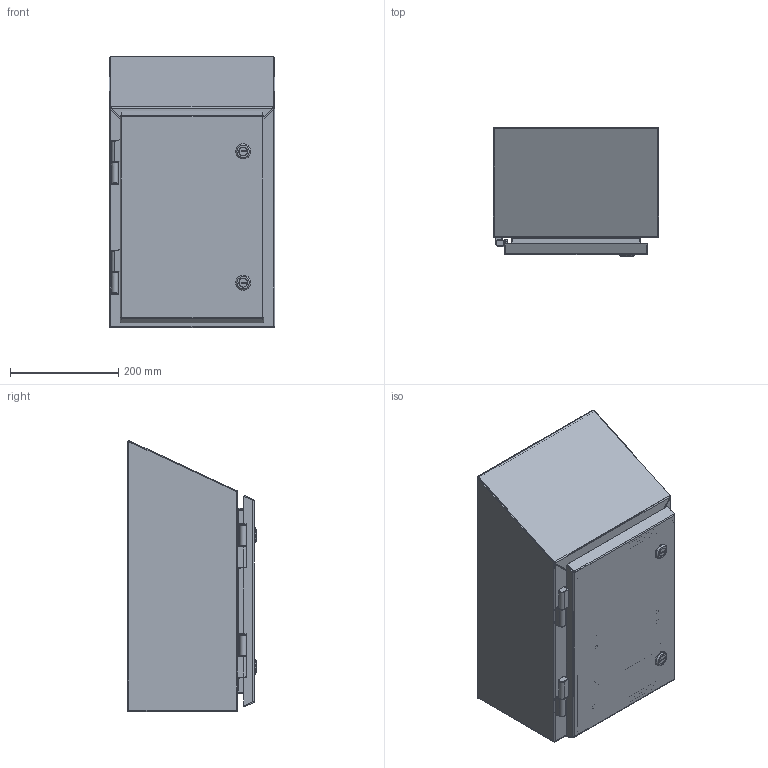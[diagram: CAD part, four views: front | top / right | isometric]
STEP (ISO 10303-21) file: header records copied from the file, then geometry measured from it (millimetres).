
FILE_DESCRIPTION (( 'STEP AP214' ), '1' );
FILE_NAME ('HWST16128SS.STEP', '2020-11-21T11:26:42', ( '' ), ( '' ), 'SwSTEP 2.0', 'SolidWorks 2019', '' );
FILE_SCHEMA (( 'AUTOMOTIVE_DESIGN' ));
Length unit declared in the file: inch
Products named in the file (1): HWST16128SS
Bounding box: 304.8 x 238 x 499.97 mm (x, y, z)
Volume: 1432135.1 mm3; surface area: 1501449.3 mm2
Topology: 43 solids, 44 shells, 1051 faces, 2490 edges, 1546 vertices
Faces by surface type: plane 649, cylinder 288, bspline 62, cone 42, torus 10
Full cylindrical faces by diameter (mm): 3.307 x2, 4.166 x2, 4.917 x8, 5 x2, 5.74 x8, 6 x6, 6.096 x4, 6.1 x4, 6.35 x4, 6.985 x4, 7.937 x2, 8.433 x4, 9.347 x2, 9.525 x4, 9.83 x4, 12.7 x4, 13.335 x2, 15.875 x6, 16.002 x2, 16.51 x4, 19.5 x2, 19.939 x2, 27.94 x2, 88.9 x1
Entity records: 48564 total; most frequent: CARTESIAN_POINT 11349, ORIENTED_EDGE 4626, DIRECTION 4587, EDGE_CURVE 2313, AXIS2_PLACEMENT_3D 1572, VERTEX_POINT 1508, VECTOR 1443, LINE 1443
